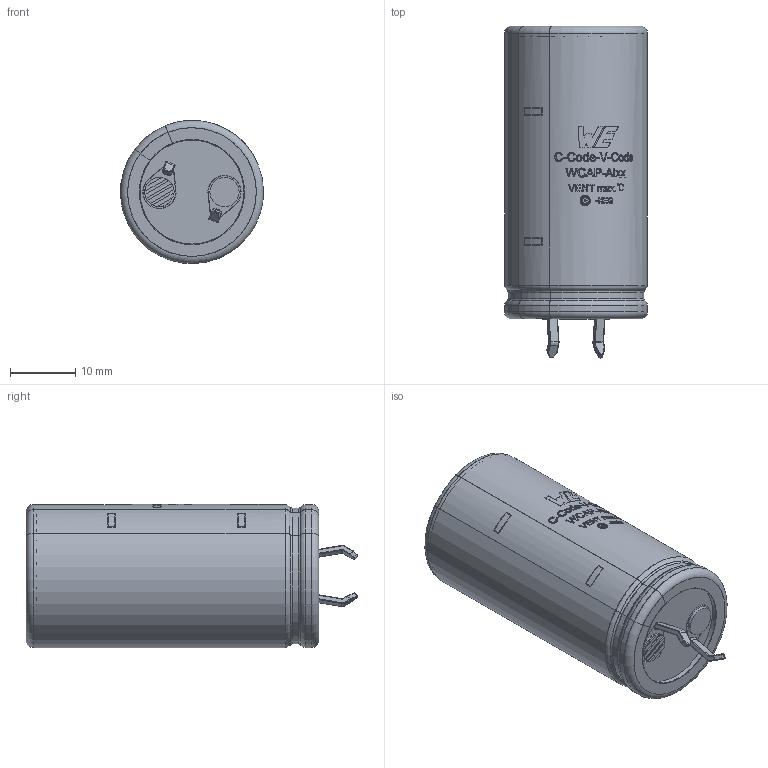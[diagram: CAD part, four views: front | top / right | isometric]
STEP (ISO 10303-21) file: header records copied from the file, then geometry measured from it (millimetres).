
FILE_DESCRIPTION(/* description */ ('Unknown'),/* implementation_level */ '2;1');
FILE_NAME(/* name */ '22x45',/* time_stamp */ '2025-03-27T10:36:20+08:00',/* author */ ('Unknown'),/* organization */ ('Unknown'),/* preprocessor_version */ 'ST-DEVELOPER v19.4',/* originating_system */ 'Solid Edge',/* authorisation */ 'Unknown');
FILE_SCHEMA (('AUTOMOTIVE_DESIGN {1 0 10303 214 3 1 1}'));
Length unit declared in the file: millimetre
Products named in the file (4): 22x45; coat; Top Glue
Assembly tree (3 placements, depth 2):
  22x45
    22x45
    coat
    Top Glue
Bounding box: 21.98 x 51 x 21.99 mm (x, y, z)
Volume: 16765.7 mm3; surface area: 11372.7 mm2
Topology: 3 solids, 3 shells, 614 faces, 1531 edges, 998 vertices
Faces by surface type: plane 279, bspline 171, cylinder 128, torus 36
Full cylindrical faces by diameter (mm): 4.5 x2, 16 x2, 16.18 x1, 20 x1, 20.68 x2, 21.78 x4
Entity records: 29264 total; most frequent: CARTESIAN_POINT 11361, ORIENTED_EDGE 2980, DIRECTION 2387, EDGE_CURVE 1490, VERTEX_POINT 991, AXIS2_PLACEMENT_3D 866, EDGE_LOOP 725, FACE_BOUND 725
